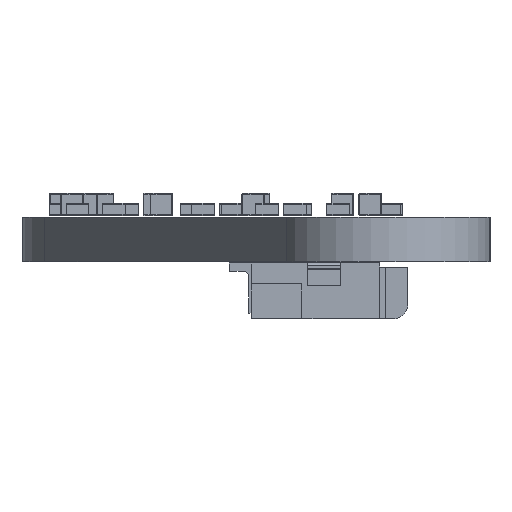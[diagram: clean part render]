
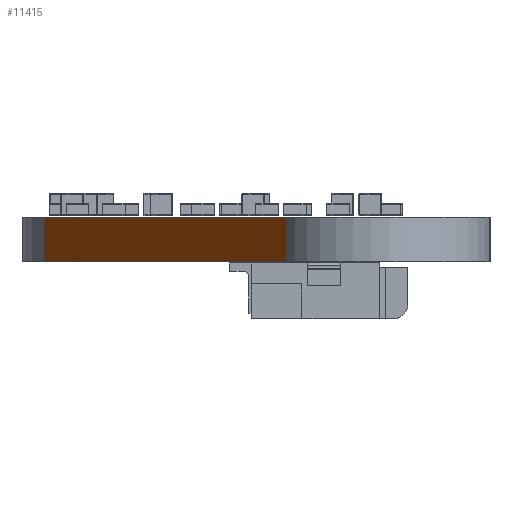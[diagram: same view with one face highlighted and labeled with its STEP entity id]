
A CAD part, left-side view. The second image highlights one B-rep face of the part: STEP entity #11415.
In plain terms, the highlighted planar face has unit normal (-0.335, 0.942, 0).
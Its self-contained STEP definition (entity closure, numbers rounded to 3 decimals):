
#10586 = VERTEX_POINT('',#10587);
#10587 = CARTESIAN_POINT('',(152.925,-95.323,0.));
#10594 = EDGE_CURVE('',#10595,#10586,#10597,.T.);
#10595 = VERTEX_POINT('',#10596);
#10596 = CARTESIAN_POINT('',(128.5,-104.,0.));
#10597 = LINE('',#10598,#10599);
#10598 = CARTESIAN_POINT('',(128.5,-104.,0.));
#10599 = VECTOR('',#10600,1.);
#10600 = DIRECTION('',(0.942,0.335,0.));
#10974 = VERTEX_POINT('',#10975);
#10975 = CARTESIAN_POINT('',(152.925,-95.323,1.6));
#10982 = EDGE_CURVE('',#10983,#10974,#10985,.T.);
#10983 = VERTEX_POINT('',#10984);
#10984 = CARTESIAN_POINT('',(128.5,-104.,1.6));
#10985 = LINE('',#10986,#10987);
#10986 = CARTESIAN_POINT('',(128.5,-104.,1.6));
#10987 = VECTOR('',#10988,1.);
#10988 = DIRECTION('',(0.942,0.335,0.));
#11385 = EDGE_CURVE('',#10586,#10974,#11386,.T.);
#11386 = LINE('',#11387,#11388);
#11387 = CARTESIAN_POINT('',(152.925,-95.323,0.));
#11388 = VECTOR('',#11389,1.);
#11389 = DIRECTION('',(0.,0.,1.));
#11415 = ADVANCED_FACE('',(#11416),#11427,.T.);
#11416 = FACE_BOUND('',#11417,.T.);
#11417 = EDGE_LOOP('',(#11418,#11424,#11425,#11426));
#11418 = ORIENTED_EDGE('',*,*,#11419,.T.);
#11419 = EDGE_CURVE('',#10595,#10983,#11420,.T.);
#11420 = LINE('',#11421,#11422);
#11421 = CARTESIAN_POINT('',(128.5,-104.,0.));
#11422 = VECTOR('',#11423,1.);
#11423 = DIRECTION('',(0.,0.,1.));
#11424 = ORIENTED_EDGE('',*,*,#10982,.T.);
#11425 = ORIENTED_EDGE('',*,*,#11385,.F.);
#11426 = ORIENTED_EDGE('',*,*,#10594,.F.);
#11427 = PLANE('',#11428);
#11428 = AXIS2_PLACEMENT_3D('',#11429,#11430,#11431);
#11429 = CARTESIAN_POINT('',(128.5,-104.,0.));
#11430 = DIRECTION('',(-0.335,0.942,0.));
#11431 = DIRECTION('',(0.942,0.335,0.));
